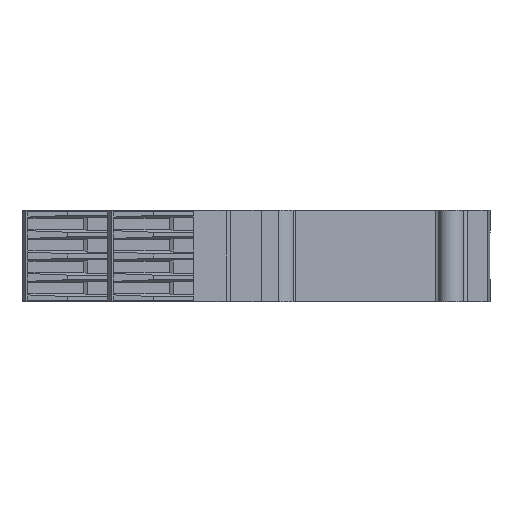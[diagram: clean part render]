
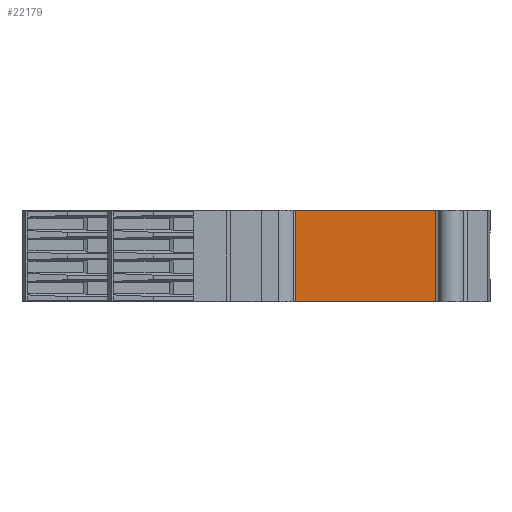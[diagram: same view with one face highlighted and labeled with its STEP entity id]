
A CAD part, left-side view. The second image highlights one B-rep face of the part: STEP entity #22179.
In plain terms, the highlighted planar face has unit normal (-1, 0, 0).
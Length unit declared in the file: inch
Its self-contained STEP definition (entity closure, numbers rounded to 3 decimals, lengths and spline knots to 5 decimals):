
#2323 = CARTESIAN_POINT ( 'NONE',  ( -1.55512, -1.68891, 0.39567 ) ) ;
#3096 = PLANE ( 'NONE',  #5484 ) ;
#3568 = DIRECTION ( 'NONE',  ( -1., 0., 0. ) ) ;
#4336 = CARTESIAN_POINT ( 'NONE',  ( -1.55512, -0.29833, 0.64961 ) ) ;
#5484 = AXIS2_PLACEMENT_3D ( 'NONE', #10751, #3568, #29640 ) ;
#6134 = ORIENTED_EDGE ( 'NONE', *, *, #20573, .F. ) ;
#6174 = FACE_OUTER_BOUND ( 'NONE', #30686, .T. ) ;
#6459 = VECTOR ( 'NONE', #31254, 39.37008 ) ;
#7207 = VECTOR ( 'NONE', #31574, 39.37008 ) ;
#10751 = CARTESIAN_POINT ( 'NONE',  ( -1.55512, -0.27864, 0.39567 ) ) ;
#11107 = LINE ( 'NONE', #20336, #6459 ) ;
#11911 = VERTEX_POINT ( 'NONE', #4336 ) ;
#12182 = CARTESIAN_POINT ( 'NONE',  ( -1.55512, -1.68891, -0.25591 ) ) ;
#12446 = LINE ( 'NONE', #12999, #7207 ) ;
#12994 = CARTESIAN_POINT ( 'NONE',  ( -1.55512, -1.68891, 0.64961 ) ) ;
#12999 = CARTESIAN_POINT ( 'NONE',  ( -1.55512, -0.29833, 0.39567 ) ) ;
#15343 = VERTEX_POINT ( 'NONE', #12994 ) ;
#15900 = EDGE_CURVE ( 'NONE', #21096, #41883, #32466, .T. ) ;
#17301 = DIRECTION ( 'NONE',  ( 0., 0., 1. ) ) ;
#19395 = CARTESIAN_POINT ( 'NONE',  ( -1.55512, -0.29833, -0.25591 ) ) ;
#19570 = ORIENTED_EDGE ( 'NONE', *, *, #44954, .T. ) ;
#20336 = CARTESIAN_POINT ( 'NONE',  ( -1.55512, -2.00665, 0.64961 ) ) ;
#20573 = EDGE_CURVE ( 'NONE', #11911, #15343, #11107, .T. ) ;
#21096 = VERTEX_POINT ( 'NONE', #19395 ) ;
#22179 = ADVANCED_FACE ( 'NONE', ( #6174 ), #3096, .T. ) ;
#28541 = ORIENTED_EDGE ( 'NONE', *, *, #28730, .T. ) ;
#28730 = EDGE_CURVE ( 'NONE', #41883, #15343, #47643, .T. ) ;
#29640 = DIRECTION ( 'NONE',  ( 0., -1., 0. ) ) ;
#30686 = EDGE_LOOP ( 'NONE', ( #28541, #6134, #19570, #38865 ) ) ;
#31254 = DIRECTION ( 'NONE',  ( 0., -1., 0. ) ) ;
#31448 = VECTOR ( 'NONE', #17301, 39.37008 ) ;
#31574 = DIRECTION ( 'NONE',  ( 0., 0., -1. ) ) ;
#32466 = LINE ( 'NONE', #33158, #41169 ) ;
#33158 = CARTESIAN_POINT ( 'NONE',  ( -1.55512, -0.27864, -0.25591 ) ) ;
#38865 = ORIENTED_EDGE ( 'NONE', *, *, #15900, .T. ) ;
#41169 = VECTOR ( 'NONE', #44037, 39.37008 ) ;
#41883 = VERTEX_POINT ( 'NONE', #12182 ) ;
#44037 = DIRECTION ( 'NONE',  ( 0., -1., 0. ) ) ;
#44954 = EDGE_CURVE ( 'NONE', #11911, #21096, #12446, .T. ) ;
#47643 = LINE ( 'NONE', #2323, #31448 ) ;
